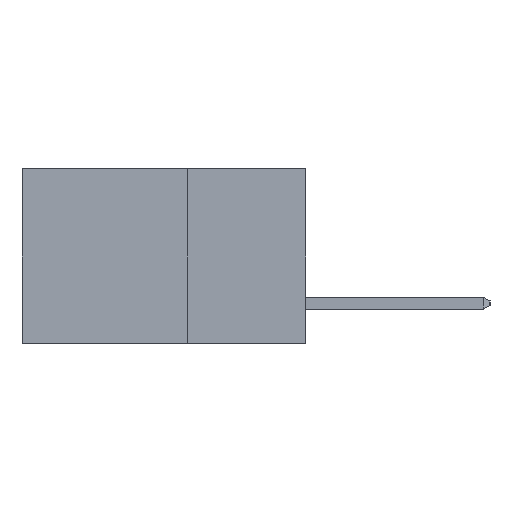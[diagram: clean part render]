
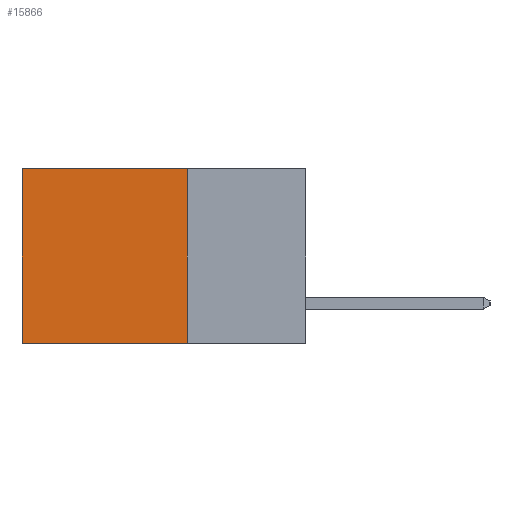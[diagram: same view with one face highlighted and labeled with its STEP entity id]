
A CAD part, left-side view. The second image highlights one B-rep face of the part: STEP entity #15866.
In plain terms, the highlighted planar face has unit normal (-1, 0, 0).
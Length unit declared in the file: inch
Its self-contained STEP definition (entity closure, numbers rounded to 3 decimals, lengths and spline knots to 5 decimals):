
#458 = EDGE_CURVE ( 'NONE', #16871, #12445, #17440, .T. ) ;
#796 = LINE ( 'NONE', #20853, #4901 ) ;
#2246 = CARTESIAN_POINT ( 'NONE',  ( 0.2615, 0.25, 0. ) ) ;
#3088 = EDGE_CURVE ( 'NONE', #3386, #16871, #12910, .T. ) ;
#3386 = VERTEX_POINT ( 'NONE', #2246 ) ;
#3921 = CARTESIAN_POINT ( 'NONE',  ( 0.2615, 0.25, -0.37 ) ) ;
#4446 = VECTOR ( 'NONE', #12344, 39.37008 ) ;
#4901 = VECTOR ( 'NONE', #10740, 39.37008 ) ;
#5342 = PLANE ( 'NONE',  #5955 ) ;
#5955 = AXIS2_PLACEMENT_3D ( 'NONE', #19147, #8962, #20884 ) ;
#7744 = VECTOR ( 'NONE', #11050, 39.37008 ) ;
#8962 = DIRECTION ( 'NONE',  ( 1., 0., 0. ) ) ;
#9443 = ORIENTED_EDGE ( 'NONE', *, *, #458, .T. ) ;
#10567 = EDGE_LOOP ( 'NONE', ( #9443, #13728, #17394, #14119 ) ) ;
#10740 = DIRECTION ( 'NONE',  ( 0., 0., -1. ) ) ;
#11050 = DIRECTION ( 'NONE',  ( 0., 1., 0. ) ) ;
#11074 = CARTESIAN_POINT ( 'NONE',  ( 0.2615, 0.25, 0. ) ) ;
#11707 = EDGE_CURVE ( 'NONE', #18878, #12445, #13767, .T. ) ;
#12344 = DIRECTION ( 'NONE',  ( 0., 1., 0. ) ) ;
#12445 = VERTEX_POINT ( 'NONE', #18750 ) ;
#12574 = CARTESIAN_POINT ( 'NONE',  ( 0.2615, 0.25, -0.37 ) ) ;
#12910 = LINE ( 'NONE', #11074, #7744 ) ;
#13728 = ORIENTED_EDGE ( 'NONE', *, *, #11707, .F. ) ;
#13767 = LINE ( 'NONE', #12574, #4446 ) ;
#14119 = ORIENTED_EDGE ( 'NONE', *, *, #3088, .T. ) ;
#15866 = ADVANCED_FACE ( 'NONE', ( #22201 ), #5342, .F. ) ;
#16871 = VERTEX_POINT ( 'NONE', #21498 ) ;
#17365 = CARTESIAN_POINT ( 'NONE',  ( 0.2615, 0.6, -0.37 ) ) ;
#17394 = ORIENTED_EDGE ( 'NONE', *, *, #21222, .F. ) ;
#17416 = DIRECTION ( 'NONE',  ( 0., 0., -1. ) ) ;
#17440 = LINE ( 'NONE', #17365, #21833 ) ;
#18750 = CARTESIAN_POINT ( 'NONE',  ( 0.2615, 0.6, -0.37 ) ) ;
#18878 = VERTEX_POINT ( 'NONE', #3921 ) ;
#19147 = CARTESIAN_POINT ( 'NONE',  ( 0.2615, 0.25, -0.37 ) ) ;
#20853 = CARTESIAN_POINT ( 'NONE',  ( 0.2615, 0.25, -0.37 ) ) ;
#20884 = DIRECTION ( 'NONE',  ( 0., 0., -1. ) ) ;
#21222 = EDGE_CURVE ( 'NONE', #3386, #18878, #796, .T. ) ;
#21498 = CARTESIAN_POINT ( 'NONE',  ( 0.2615, 0.6, 0. ) ) ;
#21833 = VECTOR ( 'NONE', #17416, 39.37008 ) ;
#22201 = FACE_OUTER_BOUND ( 'NONE', #10567, .T. ) ;
